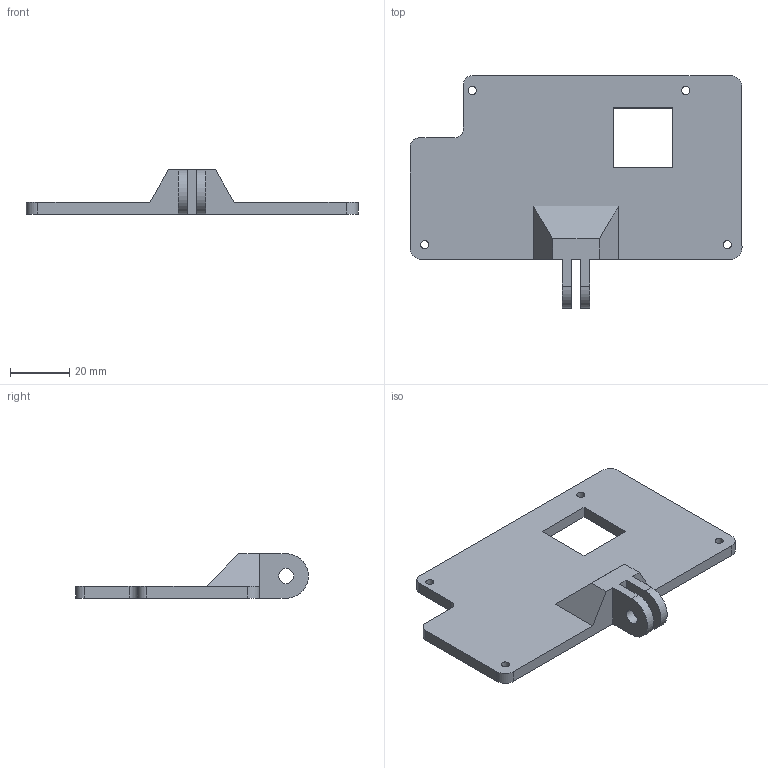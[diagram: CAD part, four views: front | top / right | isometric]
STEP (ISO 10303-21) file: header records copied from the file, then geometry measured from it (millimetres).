
FILE_DESCRIPTION(/* description */ (''),/* implementation_level */ '2;1');
FILE_NAME(/* name */ '1097_R2_gopro_mountv7.step',/* time_stamp */ '2020-05-04T16:09:07-06:00',/* author */ (''),/* organization */ (''),/* preprocessor_version */ 'ST-DEVELOPER v18.1',/* originating_system */ 'Autodesk Translation Framework v9.2.0.1227',/* authorisation */ '');
FILE_SCHEMA (('AUTOMOTIVE_DESIGN { 1 0 10303 214 3 1 1 }'));
Length unit declared in the file: millimetre
Products named in the file (1): FusionComponent
Bounding box: 112 x 78.5 x 15 mm (x, y, z)
Volume: 28931.7 mm3; surface area: 15649 mm2
Topology: 1 solids, 1 shells, 36 faces, 103 edges, 69 vertices
Faces by surface type: plane 22, cylinder 14
Full cylindrical faces by diameter (mm): 2.75 x4, 5.1 x2
Entity records: 1252 total; most frequent: CARTESIAN_POINT 209, ORIENTED_EDGE 206, DIRECTION 206, EDGE_CURVE 103, LINE 74, VECTOR 74, VERTEX_POINT 69, AXIS2_PLACEMENT_3D 66
